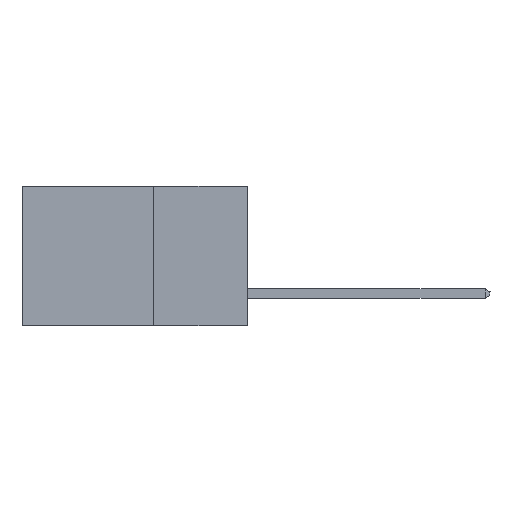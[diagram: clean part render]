
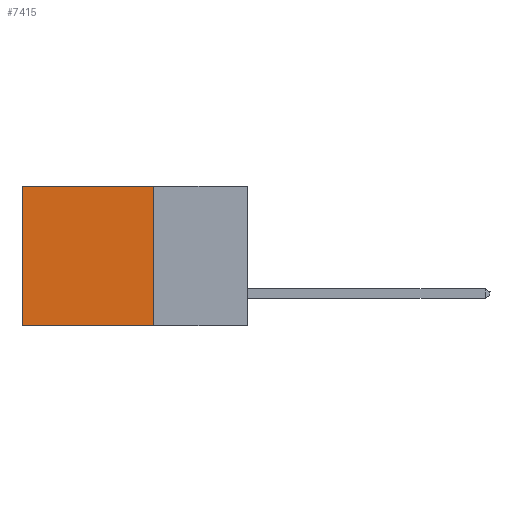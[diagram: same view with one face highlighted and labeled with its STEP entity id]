
A CAD part, left-side view. The second image highlights one B-rep face of the part: STEP entity #7415.
In plain terms, the highlighted planar face has unit normal (-1, 0, 0).
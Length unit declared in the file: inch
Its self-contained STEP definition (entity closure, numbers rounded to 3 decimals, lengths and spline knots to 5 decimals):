
#253 = VECTOR ( 'NONE', #12444, 39.37008 ) ;
#1220 = AXIS2_PLACEMENT_3D ( 'NONE', #5450, #10407, #1948 ) ;
#1514 = DIRECTION ( 'NONE',  ( 0., 0., -1. ) ) ;
#1523 = PLANE ( 'NONE',  #1220 ) ;
#1582 = FACE_OUTER_BOUND ( 'NONE', #8452, .T. ) ;
#1948 = DIRECTION ( 'NONE',  ( 0., 0., -1. ) ) ;
#2139 = CARTESIAN_POINT ( 'NONE',  ( 0.2615, 0.6, 0. ) ) ;
#2183 = VERTEX_POINT ( 'NONE', #4355 ) ;
#2565 = LINE ( 'NONE', #8608, #2859 ) ;
#2646 = VERTEX_POINT ( 'NONE', #5289 ) ;
#2779 = CARTESIAN_POINT ( 'NONE',  ( 0.2615, 0.6, -0.37 ) ) ;
#2859 = VECTOR ( 'NONE', #8498, 39.37008 ) ;
#3496 = CARTESIAN_POINT ( 'NONE',  ( 0.2615, 0.25, -0.37 ) ) ;
#3694 = VECTOR ( 'NONE', #9013, 39.37008 ) ;
#4194 = EDGE_CURVE ( 'NONE', #7612, #9646, #6855, .T. ) ;
#4355 = CARTESIAN_POINT ( 'NONE',  ( 0.2615, 0.25, 0. ) ) ;
#4917 = VECTOR ( 'NONE', #1514, 39.37008 ) ;
#5289 = CARTESIAN_POINT ( 'NONE',  ( 0.2615, 0.25, -0.37 ) ) ;
#5450 = CARTESIAN_POINT ( 'NONE',  ( 0.2615, 0.25, -0.37 ) ) ;
#5999 = ORIENTED_EDGE ( 'NONE', *, *, #4194, .T. ) ;
#6068 = CARTESIAN_POINT ( 'NONE',  ( 0.2615, 0.25, 0. ) ) ;
#6410 = LINE ( 'NONE', #3496, #4917 ) ;
#6855 = LINE ( 'NONE', #2779, #253 ) ;
#6923 = ORIENTED_EDGE ( 'NONE', *, *, #10383, .F. ) ;
#7415 = ADVANCED_FACE ( 'NONE', ( #1582 ), #1523, .F. ) ;
#7612 = VERTEX_POINT ( 'NONE', #2139 ) ;
#8152 = EDGE_CURVE ( 'NONE', #2646, #9646, #2565, .T. ) ;
#8452 = EDGE_LOOP ( 'NONE', ( #5999, #9624, #6923, #11709 ) ) ;
#8498 = DIRECTION ( 'NONE',  ( 0., 1., 0. ) ) ;
#8608 = CARTESIAN_POINT ( 'NONE',  ( 0.2615, 0.25, -0.37 ) ) ;
#9013 = DIRECTION ( 'NONE',  ( 0., 1., 0. ) ) ;
#9624 = ORIENTED_EDGE ( 'NONE', *, *, #8152, .F. ) ;
#9646 = VERTEX_POINT ( 'NONE', #12292 ) ;
#10053 = LINE ( 'NONE', #6068, #3694 ) ;
#10383 = EDGE_CURVE ( 'NONE', #2183, #2646, #6410, .T. ) ;
#10407 = DIRECTION ( 'NONE',  ( 1., 0., 0. ) ) ;
#11027 = EDGE_CURVE ( 'NONE', #2183, #7612, #10053, .T. ) ;
#11709 = ORIENTED_EDGE ( 'NONE', *, *, #11027, .T. ) ;
#12292 = CARTESIAN_POINT ( 'NONE',  ( 0.2615, 0.6, -0.37 ) ) ;
#12444 = DIRECTION ( 'NONE',  ( 0., 0., -1. ) ) ;
